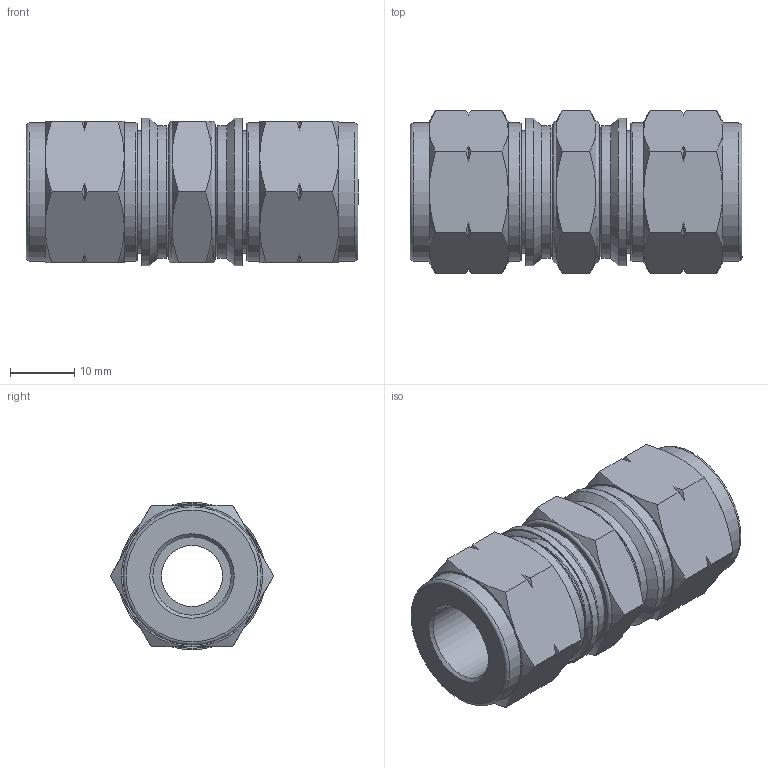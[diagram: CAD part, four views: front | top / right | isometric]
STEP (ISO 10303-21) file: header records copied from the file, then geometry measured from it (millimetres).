
FILE_DESCRIPTION(/* description */ (''),/* implementation_level */ '2;1');
FILE_NAME(/* name */ 'SUI-12M.stp',/* time_stamp */ '2022-07-08T14:17:42+09:00',/* author */ ('user'),/* organization */ (''),/* preprocessor_version */ 'ST-DEVELOPER v18.1',/* originating_system */ 'Autodesk Inventor 2022',/* authorisation */ '');
FILE_SCHEMA (('AUTOMOTIVE_DESIGN { 1 0 10303 214 3 1 1 }'));
Length unit declared in the file: millimetre
Products named in the file (1): SU-12M
Bounding box: 51.69 x 25.4 x 23 mm (x, y, z)
Volume: 14171.6 mm3; surface area: 8014.4 mm2
Topology: 1 solids, 1 shells, 129 faces, 285 edges, 172 vertices
Faces by surface type: cone 72, plane 34, cylinder 17, torus 6
Full cylindrical faces by diameter (mm): 9.5 x1, 12.2 x2, 17.3 x2, 17.7 x2, 19.05 x2, 20.6 x2, 21.5 x4, 23 x2
Entity records: 3438 total; most frequent: CARTESIAN_POINT 827, ORIENTED_EDGE 570, DIRECTION 531, EDGE_CURVE 285, AXIS2_PLACEMENT_3D 236, VERTEX_POINT 172, EDGE_LOOP 145, FACE_OUTER_BOUND 129
